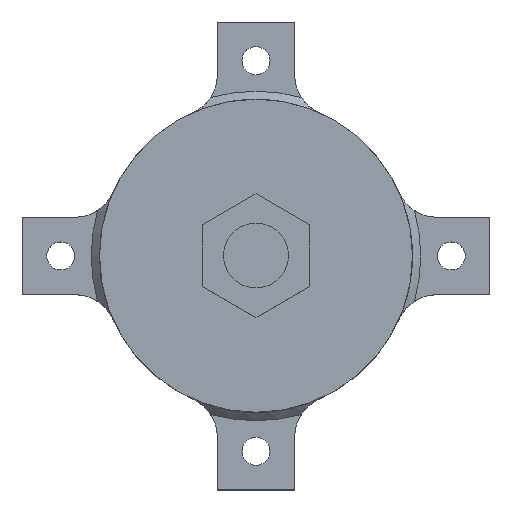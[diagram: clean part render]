
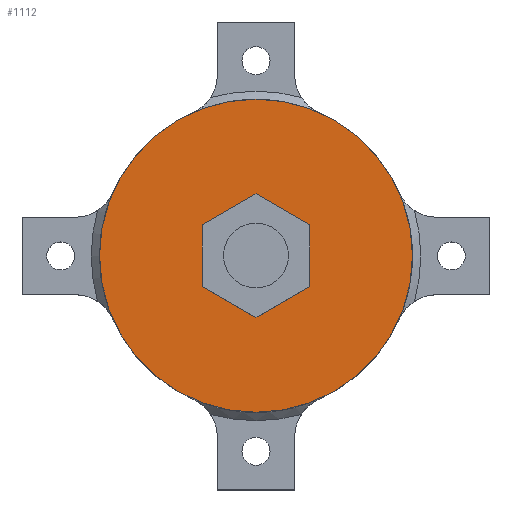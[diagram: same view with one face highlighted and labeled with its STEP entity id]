
A CAD part, top view. The second image highlights one B-rep face of the part: STEP entity #1112.
In plain terms, the highlighted planar face has unit normal (0, 0, 1).
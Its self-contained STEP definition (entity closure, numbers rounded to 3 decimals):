
#64=FACE_BOUND('',#435,.T.);
#95=PLANE('',#1262);
#361=FACE_OUTER_BOUND('',#434,.T.);
#434=EDGE_LOOP('',(#1010));
#435=EDGE_LOOP('',(#1011));
#462=CIRCLE('',#1187,19.);
#496=CIRCLE('',#1260,4.5);
#517=VERTEX_POINT('',#1677);
#586=VERTEX_POINT('',#1922);
#624=EDGE_CURVE('',#517,#517,#462,.T.);
#731=EDGE_CURVE('',#586,#586,#496,.T.);
#1010=ORIENTED_EDGE('',*,*,#624,.T.);
#1011=ORIENTED_EDGE('',*,*,#731,.T.);
#1112=ADVANCED_FACE('',(#361,#64),#95,.T.);
#1187=AXIS2_PLACEMENT_3D('',#1678,#1341,#1342);
#1260=AXIS2_PLACEMENT_3D('',#1923,#1554,#1555);
#1262=AXIS2_PLACEMENT_3D('',#1927,#1559,#1560);
#1341=DIRECTION('center_axis',(0.,0.,1.));
#1342=DIRECTION('ref_axis',(1.,0.,0.));
#1554=DIRECTION('center_axis',(0.,0.,-1.));
#1555=DIRECTION('ref_axis',(1.,0.,0.));
#1559=DIRECTION('center_axis',(0.,0.,1.));
#1560=DIRECTION('ref_axis',(1.,0.,0.));
#1677=CARTESIAN_POINT('',(-19.,0.,2.));
#1678=CARTESIAN_POINT('Origin',(0.,0.,2.));
#1922=CARTESIAN_POINT('',(-4.5,0.,2.));
#1923=CARTESIAN_POINT('Origin',(0.,0.,2.));
#1927=CARTESIAN_POINT('Origin',(0.,0.,2.));
